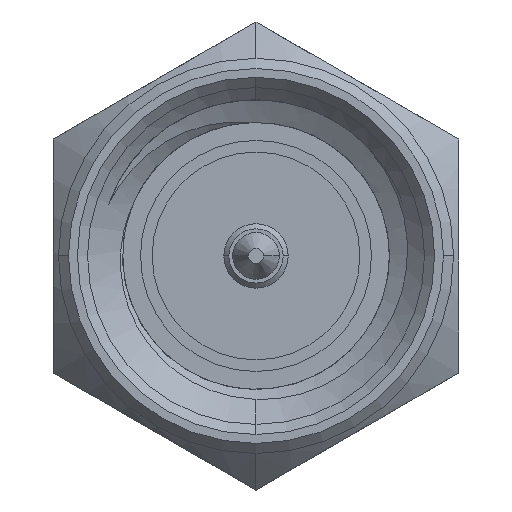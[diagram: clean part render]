
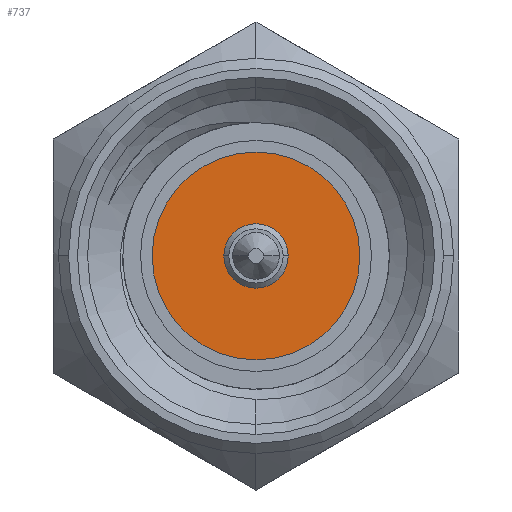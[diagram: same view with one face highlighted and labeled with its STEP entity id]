
A CAD part, left-side view. The second image highlights one B-rep face of the part: STEP entity #737.
In plain terms, the highlighted planar face has unit normal (-1, 0, 0).
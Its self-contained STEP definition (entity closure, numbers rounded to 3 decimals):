
#692=CARTESIAN_POINT('',(0.1,0.,0.));
#693=DIRECTION('',(1.,0.,0.));
#694=DIRECTION('',(0.,-1.,0.));
#695=AXIS2_PLACEMENT_3D('',#692,#693,#694);
#697=CARTESIAN_POINT('',(0.1,0.,0.));
#698=DIRECTION('',(1.,0.,0.));
#699=DIRECTION('',(0.,1.,0.));
#700=AXIS2_PLACEMENT_3D('',#697,#698,#699);
#702=CARTESIAN_POINT('',(0.1,0.,0.));
#703=DIRECTION('',(-1.,0.,0.));
#704=DIRECTION('',(0.,-1.,0.));
#705=AXIS2_PLACEMENT_3D('',#702,#703,#704);
#707=CARTESIAN_POINT('',(0.1,0.,0.));
#708=DIRECTION('',(-1.,0.,0.));
#709=DIRECTION('',(0.,1.,0.));
#710=AXIS2_PLACEMENT_3D('',#707,#708,#709);
#712=CARTESIAN_POINT('',(0.1,2.05,0.));
#713=CARTESIAN_POINT('',(0.1,-2.05,0.));
#714=VERTEX_POINT('',#712);
#715=VERTEX_POINT('',#713);
#716=CARTESIAN_POINT('',(0.1,-0.635,0.));
#717=CARTESIAN_POINT('',(0.1,0.635,0.));
#718=VERTEX_POINT('',#716);
#719=VERTEX_POINT('',#717);
#720=CARTESIAN_POINT('',(0.1,0.,0.));
#721=DIRECTION('',(1.,0.,0.));
#722=DIRECTION('',(0.,-1.,0.));
#723=AXIS2_PLACEMENT_3D('',#720,#721,#722);
#724=PLANE('',#723);
#726=ORIENTED_EDGE('',*,*,#725,.T.);
#728=ORIENTED_EDGE('',*,*,#727,.T.);
#729=EDGE_LOOP('',(#726,#728));
#730=FACE_OUTER_BOUND('',#729,.F.);
#732=ORIENTED_EDGE('',*,*,#731,.T.);
#734=ORIENTED_EDGE('',*,*,#733,.T.);
#735=EDGE_LOOP('',(#732,#734));
#736=FACE_BOUND('',#735,.F.);
#696=CIRCLE('',#695,2.05);
#701=CIRCLE('',#700,2.05);
#706=CIRCLE('',#705,0.635);
#711=CIRCLE('',#710,0.635);
#725=EDGE_CURVE('',#715,#714,#696,.T.);
#727=EDGE_CURVE('',#714,#715,#701,.T.);
#731=EDGE_CURVE('',#718,#719,#706,.T.);
#733=EDGE_CURVE('',#719,#718,#711,.T.);
#737=ADVANCED_FACE('',(#730,#736),#724,.F.);
